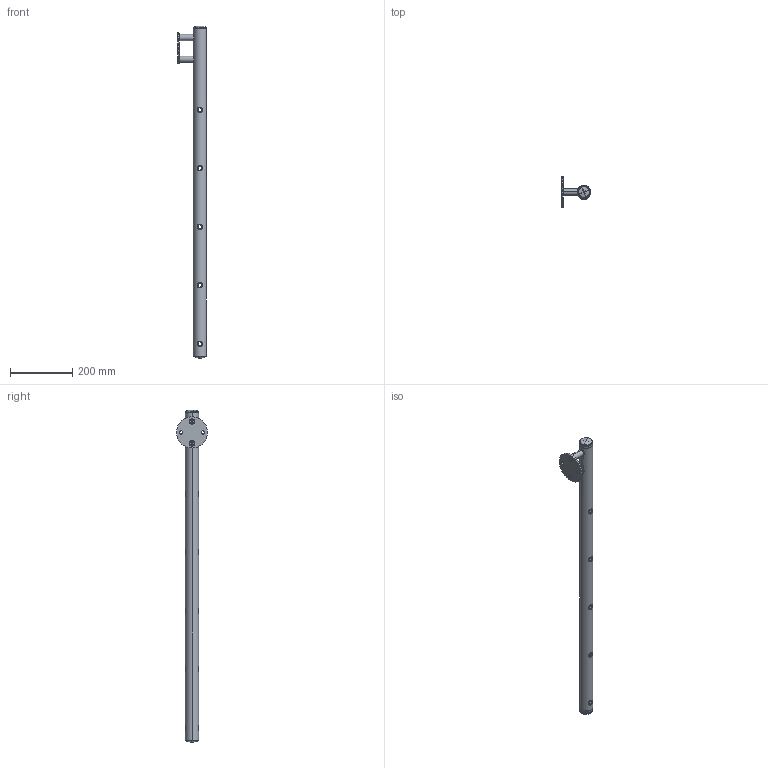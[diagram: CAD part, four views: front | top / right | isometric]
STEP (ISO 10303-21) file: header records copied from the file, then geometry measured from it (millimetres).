
FILE_DESCRIPTION (( 'STEP AP203' ), '1' );
FILE_NAME ('A-BR100-5D12-PVC.STEP', '2019-11-11T06:42:36', ( '' ), ( '' ), 'SwSTEP 2.0', 'SolidWorks 2019', '' );
FILE_SCHEMA (( 'CONFIG_CONTROL_DESIGN' ));
Length unit declared in the file: millimetre
Products named in the file (9): A_5735-242-R_A_5735-242-R; A-BR100-10xD14; A6_021-6-A.P3; A12_12-PVC; A6_021-6-A.P2; Skrutka DIN 7991_Skrutka M 8x 70; A-BR100-5D12-PVC; A_5729-242; A6_021-6-A.P1
Assembly tree (19 placements, depth 2):
  A-BR100-5D12-PVC
    A-BR100-10xD14
    A6_021-6-A.P2
    A6_021-6-A.P1
    A6_021-6-A.P3  x2
    Skrutka DIN 7991_Skrutka M 8x 70  x2
    A_5729-242
    A_5735-242-R_A_5735-242-R
    A12_12-PVC  x10
Bounding box: 92.9 x 100 x 1066.87 mm (x, y, z)
Volume: 345658.9 mm3; surface area: 325575 mm2
Topology: 19 solids, 19 shells, 2515 faces, 6164 edges, 3684 vertices
Faces by surface type: plane 1943, cylinder 488, torus 36, cone 20, bspline 16, sphere 12
Entity records: 74550 total; most frequent: CARTESIAN_POINT 17823, DIRECTION 12178, ORIENTED_EDGE 11356, EDGE_CURVE 5678, AXIS2_PLACEMENT_3D 4348, VECTOR 3482, LINE 3482, VERTEX_POINT 3366
